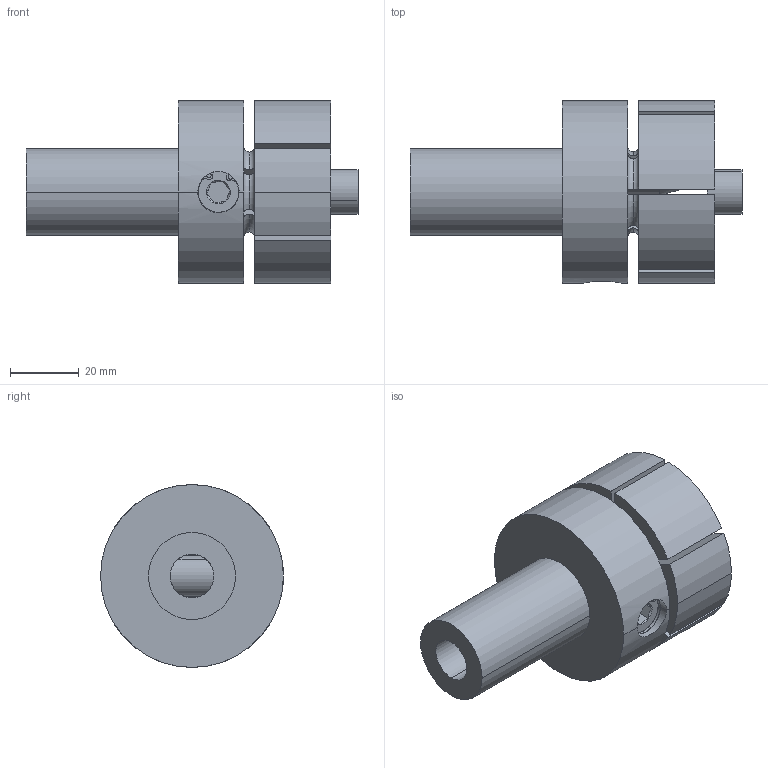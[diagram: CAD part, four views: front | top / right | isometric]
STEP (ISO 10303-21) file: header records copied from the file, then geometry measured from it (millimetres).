
FILE_DESCRIPTION (( 'STEP AP214' ), '1' );
FILE_NAME ('31370.STEP_8-16-17.STEP', '2017-08-16T16:25:05', ( 'Mike W' ), ( '' ), 'SwSTEP 2.0', 'SolidWorks 2017', '' );
FILE_SCHEMA (( 'AUTOMOTIVE_DESIGN' ));
Length unit declared in the file: inch
Products named in the file (7): 31206_31206; 31207_31207; 31202_31202; 31208_31208; 389001_389001; 31370.STEP_8-16-17; 313701_313701
Assembly tree (6 placements, depth 2):
  31370.STEP_8-16-17
    389001_389001
    31208_31208
    31202_31202
    31207_31207
    31206_31206
    313701_313701
Bounding box: 96.84 x 53.34 x 53.34 mm (x, y, z)
Volume: 102958.9 mm3; surface area: 33191.8 mm2
Topology: 6 solids, 6 shells, 166 faces, 430 edges, 277 vertices
Faces by surface type: plane 70, cylinder 60, cone 20, torus 14, bspline 2
Entity records: 9875 total; most frequent: CARTESIAN_POINT 5277, DIRECTION 891, ORIENTED_EDGE 852, EDGE_CURVE 426, AXIS2_PLACEMENT_3D 344, VERTEX_POINT 277, VECTOR 203, LINE 203
